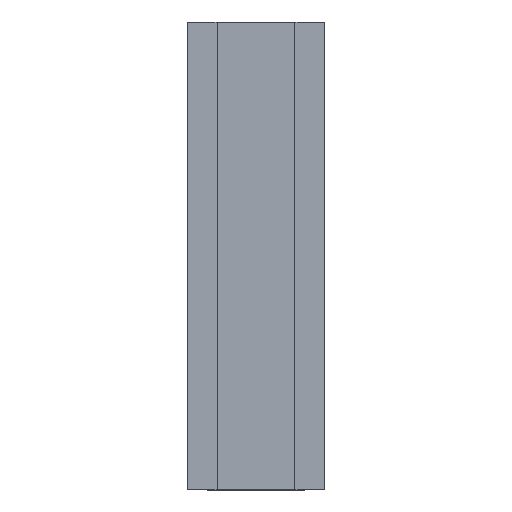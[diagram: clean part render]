
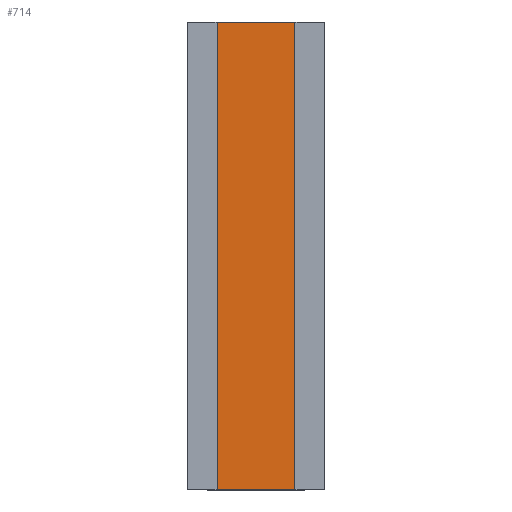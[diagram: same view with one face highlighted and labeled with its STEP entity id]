
A CAD part, top view. The second image highlights one B-rep face of the part: STEP entity #714.
In plain terms, the highlighted planar face has unit normal (0, 0, 1).
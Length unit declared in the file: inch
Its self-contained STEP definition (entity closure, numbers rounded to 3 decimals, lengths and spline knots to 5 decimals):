
#654=CARTESIAN_POINT('',(8.67683,1.82625,-0.125));
#655=VERTEX_POINT('',#654);
#662=CARTESIAN_POINT('',(8.67683,7.82625,-0.125));
#663=VERTEX_POINT('',#662);
#664=CARTESIAN_POINT('',(8.67683,4.82625,-0.125));
#665=DIRECTION('',(0.,-1.,0.));
#666=VECTOR('',#665,1.);
#667=LINE('',#664,#666);
#668=EDGE_CURVE('',#663,#655,#667,.T.);
#684=ORIENTED_EDGE('',*,*,#668,.T.);
#685=CARTESIAN_POINT('',(9.67683,1.82625,-0.125));
#686=VERTEX_POINT('',#685);
#687=CARTESIAN_POINT('',(9.67683,1.82625,-0.125));
#688=DIRECTION('',(1.,0.,0.));
#689=VECTOR('',#688,1.);
#690=LINE('',#687,#689);
#691=EDGE_CURVE('',#655,#686,#690,.T.);
#692=ORIENTED_EDGE('',*,*,#691,.T.);
#693=CARTESIAN_POINT('',(9.67683,7.82625,-0.125));
#694=VERTEX_POINT('',#693);
#695=CARTESIAN_POINT('',(9.67683,4.82625,-0.125));
#696=DIRECTION('',(0.,1.,0.));
#697=VECTOR('',#696,1.);
#698=LINE('',#695,#697);
#699=EDGE_CURVE('',#686,#694,#698,.T.);
#700=ORIENTED_EDGE('',*,*,#699,.T.);
#701=CARTESIAN_POINT('',(9.67683,7.82625,-0.125));
#702=DIRECTION('',(-1.,0.,0.));
#703=VECTOR('',#702,1.);
#704=LINE('',#701,#703);
#705=EDGE_CURVE('',#694,#663,#704,.T.);
#706=ORIENTED_EDGE('',*,*,#705,.T.);
#707=EDGE_LOOP('',(#684,#692,#700,#706));
#708=FACE_OUTER_BOUND('',#707,.T.);
#709=CARTESIAN_POINT('',(9.17683,4.82625,-0.125));
#710=DIRECTION('',(0.,0.,1.));
#711=DIRECTION('',(-1.,0.,0.));
#712=AXIS2_PLACEMENT_3D('',#709,#710,#711);
#713=PLANE('',#712);
#714=ADVANCED_FACE('',(#708),#713,.T.);
